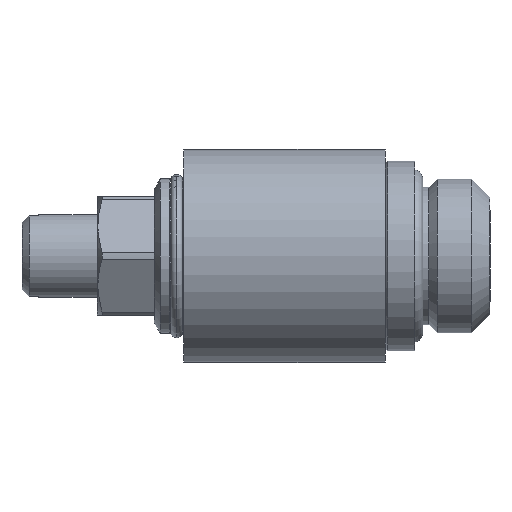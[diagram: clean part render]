
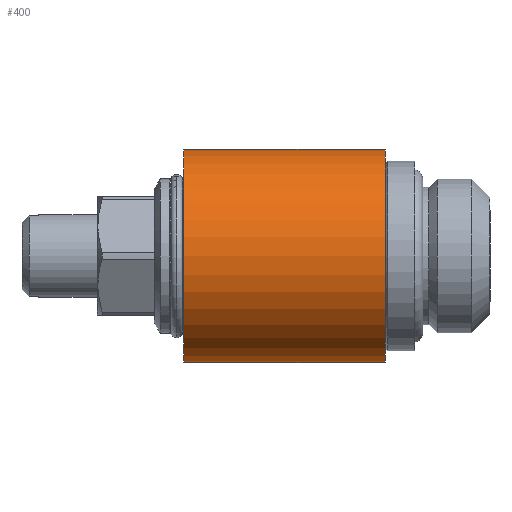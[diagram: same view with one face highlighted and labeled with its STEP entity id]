
A CAD part, left-side view. The second image highlights one B-rep face of the part: STEP entity #400.
In plain terms, the highlighted cylindrical face has radius 9 mm (diameter 18 mm), a partial arc.
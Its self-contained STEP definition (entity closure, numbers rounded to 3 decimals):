
#232 = EDGE_CURVE ( 'NONE', #312, #256, #1545, .T. ) ;
#234 = VERTEX_POINT ( 'NONE', #1540 ) ;
#256 = VERTEX_POINT ( 'NONE', #1408 ) ;
#257 = EDGE_CURVE ( 'NONE', #350, #234, #1407, .T. ) ;
#312 = VERTEX_POINT ( 'NONE', #1708 ) ;
#350 = VERTEX_POINT ( 'NONE', #1744 ) ;
#400 = ADVANCED_FACE ( 'NONE', ( #1844 ), #1843, .T. ) ;
#401 = EDGE_LOOP ( 'NONE', ( #437, #457, #435, #472 ) ) ;
#435 = ORIENTED_EDGE ( 'NONE', *, *, #232, .T. ) ;
#437 = ORIENTED_EDGE ( 'NONE', *, *, #257, .F. ) ;
#438 = EDGE_CURVE ( 'NONE', #350, #312, #1804, .T. ) ;
#457 = ORIENTED_EDGE ( 'NONE', *, *, #438, .T. ) ;
#472 = ORIENTED_EDGE ( 'NONE', *, *, #473, .T. ) ;
#473 = EDGE_CURVE ( 'NONE', #256, #234, #1918, .T. ) ;
#1404 = DIRECTION ( 'NONE',  ( 0., 1., 0. ) ) ;
#1405 = VECTOR ( 'NONE', #1404, 1000. ) ;
#1406 = CARTESIAN_POINT ( 'NONE',  ( 0., 31.286, -9. ) ) ;
#1407 = LINE ( 'NONE', #1406, #1405 ) ;
#1408 = CARTESIAN_POINT ( 'NONE',  ( 0., 26.2, 9. ) ) ;
#1540 = CARTESIAN_POINT ( 'NONE',  ( 0., 26.2, -9. ) ) ;
#1541 = DIRECTION ( 'NONE',  ( 0., 1., 0. ) ) ;
#1542 = VECTOR ( 'NONE', #1541, 1000. ) ;
#1544 = CARTESIAN_POINT ( 'NONE',  ( 0., 31.286, 9. ) ) ;
#1545 = LINE ( 'NONE', #1544, #1542 ) ;
#1708 = CARTESIAN_POINT ( 'NONE',  ( 0., 9.2, 9. ) ) ;
#1744 = CARTESIAN_POINT ( 'NONE',  ( 0., 9.2, -9. ) ) ;
#1804 = CIRCLE ( 'NONE', #1990, 9. ) ;
#1839 = DIRECTION ( 'NONE',  ( 0., 0., 1. ) ) ;
#1840 = DIRECTION ( 'NONE',  ( 0., 1., 0. ) ) ;
#1841 = AXIS2_PLACEMENT_3D ( 'NONE', #1842, #1840, #1839 ) ;
#1842 = CARTESIAN_POINT ( 'NONE',  ( 0., 31.286, 0. ) ) ;
#1843 = CYLINDRICAL_SURFACE ( 'NONE', #1841, 9. ) ;
#1844 = FACE_OUTER_BOUND ( 'NONE', #401, .T. ) ;
#1914 = DIRECTION ( 'NONE',  ( 0., 0., -1. ) ) ;
#1915 = DIRECTION ( 'NONE',  ( 0., -1., 0. ) ) ;
#1916 = CARTESIAN_POINT ( 'NONE',  ( 0., 26.2, 0. ) ) ;
#1917 = AXIS2_PLACEMENT_3D ( 'NONE', #1916, #1915, #1914 ) ;
#1918 = CIRCLE ( 'NONE', #1917, 9. ) ;
#1987 = DIRECTION ( 'NONE',  ( 0., 0., 1. ) ) ;
#1988 = DIRECTION ( 'NONE',  ( 0., 1., 0. ) ) ;
#1989 = CARTESIAN_POINT ( 'NONE',  ( 0., 9.2, 0. ) ) ;
#1990 = AXIS2_PLACEMENT_3D ( 'NONE', #1989, #1988, #1987 ) ;
